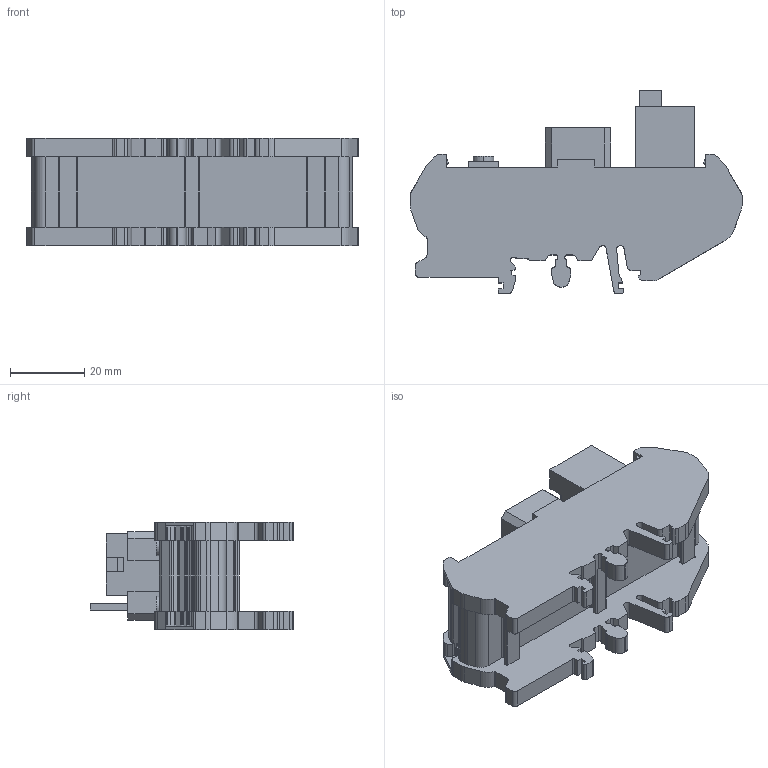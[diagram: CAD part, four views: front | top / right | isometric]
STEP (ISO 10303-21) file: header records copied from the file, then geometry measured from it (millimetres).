
FILE_DESCRIPTION(('SolidDesigner STEP Export'),'2;1');
FILE_NAME('2901645_FL_PP_RJ45_LSA-select.stp','2012-05-09T 7:00:38',(''),(''),'CoCreate Modeling STEP processor for AP214 (Solid Model)','CoCreate Modeling 16.00A 16-Aug-2008 (C) Parametric Technology GmbH','');
FILE_SCHEMA(('AUTOMOTIVE_DESIGN { 1 0 10303 214 1 1 1 1 }'));
Length unit declared in the file: millimetre
Products named in the file (2): 2901645_FL_PP_RJ45_LSA-select
Assembly tree (1 placements, depth 2):
  2901645_FL_PP_RJ45_LSA-select
    2901645_FL_PP_RJ45_LSA-select
Bounding box: 89.6 x 55 x 29 mm (x, y, z)
Volume: 55767.7 mm3; surface area: 17824.9 mm2
Topology: 1 solids, 1 shells, 541 faces, 1588 edges, 1058 vertices
Faces by surface type: plane 321, cylinder 220
Entity records: 21631 total; most frequent: ORIENTED_EDGE 3176, CARTESIAN_POINT 3036, DIRECTION 2821, EDGE_CURVE 1588, VECTOR 1135, LINE 1135, VERTEX_POINT 1058, AXIS2_PLACEMENT_3D 843
